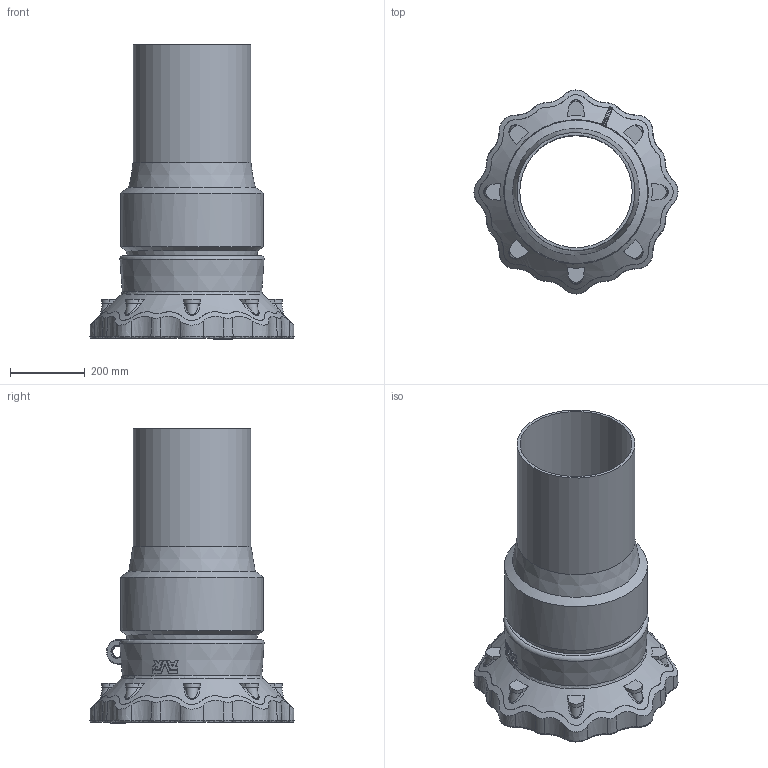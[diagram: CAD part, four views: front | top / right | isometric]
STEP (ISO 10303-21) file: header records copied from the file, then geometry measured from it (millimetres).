
FILE_DESCRIPTION (( 'STEP AP203' ), '1' );
FILE_NAME ('O_635_DN300_315mm_AA3_step.step', '2016-10-13T07:51:05', ( 'Windows User' ), ( 'AVK' ), 'SwSTEP 2.0', 'SolidWorks 2012', '' );
FILE_SCHEMA (( 'CONFIG_CONTROL_DESIGN' ));
Length unit declared in the file: millimetre
Products named in the file (1): O_635_DN300_315mm_AA3_step
Bounding box: 544.47 x 544.47 x 787 mm (x, y, z)
Volume: 27879147.3 mm3; surface area: 1882747.6 mm2
Topology: 1 solids, 1 shells, 372 faces, 1007 edges, 649 vertices
Faces by surface type: plane 117, bspline 116, cylinder 98, cone 23, torus 18
Full cylindrical faces by diameter (mm): 300 x1, 315 x1, 382 x1
Entity records: 23238 total; most frequent: CARTESIAN_POINT 15149, ORIENTED_EDGE 1952, DIRECTION 1318, EDGE_CURVE 976, VERTEX_POINT 639, AXIS2_PLACEMENT_3D 497, EDGE_LOOP 409, FACE_OUTER_BOUND 380
